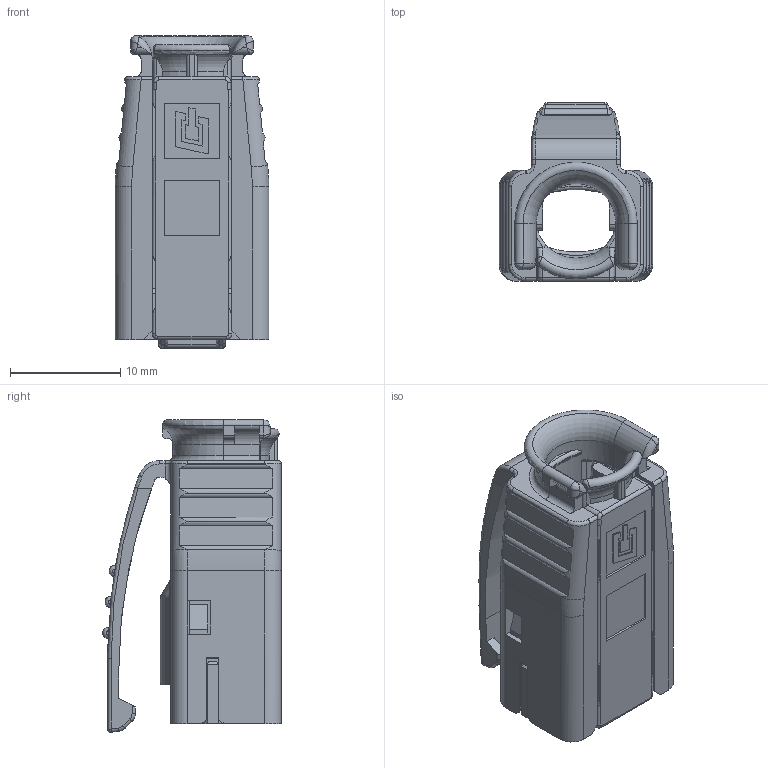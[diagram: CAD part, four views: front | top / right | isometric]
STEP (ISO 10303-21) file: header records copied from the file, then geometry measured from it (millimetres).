
FILE_DESCRIPTION(('CATIA V5 STEP Exchange','CAx-IF Rec.Pracs.--- Model Styling and Organization---1.5--- 2016-08-15','CAx-IF Rec.Pracs.---Supplemental Geometry---1.0---2011-11-01','CAx-IF Rec.Pracs.--- Composite Materials ---1.1---2010-07-15'),'2;1');
FILE_NAME ('028505-2_0', '2025-10-28T09:56:38+00:00', ('none'), ('Weidmueller'), 'CATIA Version 5-6 Release 2024 SP4', 'CATIA V5 STEP AP214 v3', 'none');
FILE_SCHEMA(('AUTOMOTIVE_DESIGN { 1 0 10303 214 1 1 1 1 }'));
Length unit declared in the file: millimetre
Products named in the file (1): 1962440000
Bounding box: 13.9 x 16.15 x 28.29 mm (x, y, z)
Volume: 1848.2 mm3; surface area: 3953.6 mm2
Topology: 1 solids, 1 shells, 797 faces, 2152 edges, 1333 vertices
Faces by surface type: plane 422, cylinder 219, torus 66, bspline 66, cone 17, sphere 7
Entity records: 26751 total; most frequent: CARTESIAN_POINT 7853, ORIENTED_EDGE 4272, DIRECTION 3155, EDGE_CURVE 2136, VECTOR 1351, LINE 1351, VERTEX_POINT 1333, AXIS2_PLACEMENT_3D 1077
